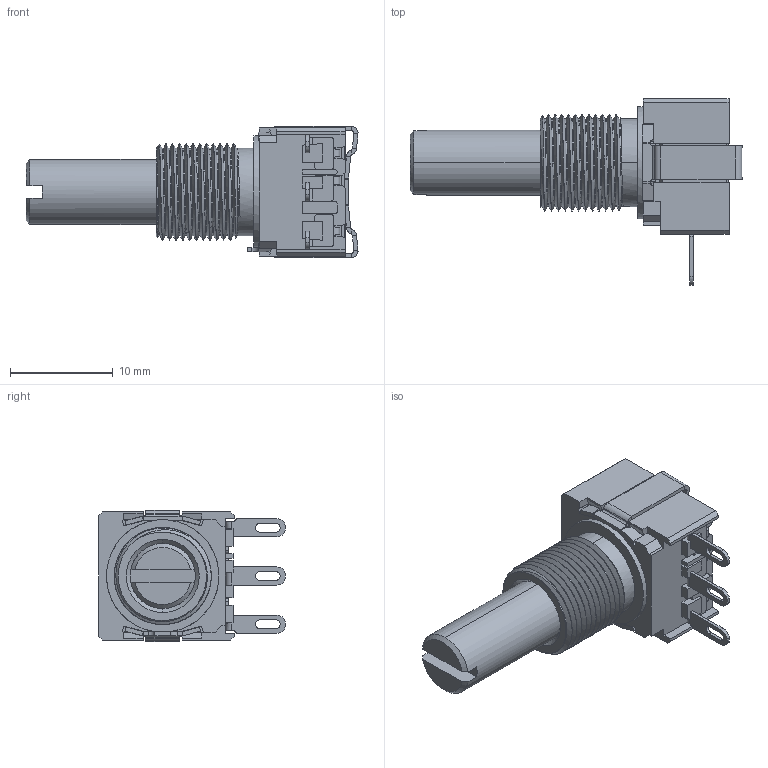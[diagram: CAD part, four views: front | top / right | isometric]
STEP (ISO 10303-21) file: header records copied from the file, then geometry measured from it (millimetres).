
FILE_DESCRIPTION((''),'2;1');
FILE_NAME('53AAA-B28','2015-06-23T',('RICKB'),('Bourns, Inc.'),'PRO/ENGINEER BY PARAMETRIC TECHNOLOGY CORPORATION, 2012230','PRO/ENGINEER BY PARAMETRIC TECHNOLOGY CORPORATION, 2012230','');
FILE_SCHEMA(('CONFIG_CONTROL_DESIGN'));
Length unit declared in the file: inch
Products named in the file (1): 53AAA-B28
Bounding box: 32.38 x 18.21 x 12.81 mm (x, y, z)
Volume: 2163.6 mm3; surface area: 2490.3 mm2
Topology: 2 solids, 6 shells, 742 faces, 1955 edges, 1235 vertices
Faces by surface type: plane 486, cylinder 160, extrusion 55, bspline 31, cone 10
Entity records: 27667 total; most frequent: CARTESIAN_POINT 9713, ORIENTED_EDGE 3902, DIRECTION 3343, EDGE_CURVE 1951, VECTOR 1479, LINE 1424, VERTEX_POINT 1235, AXIS2_PLACEMENT_3D 932
